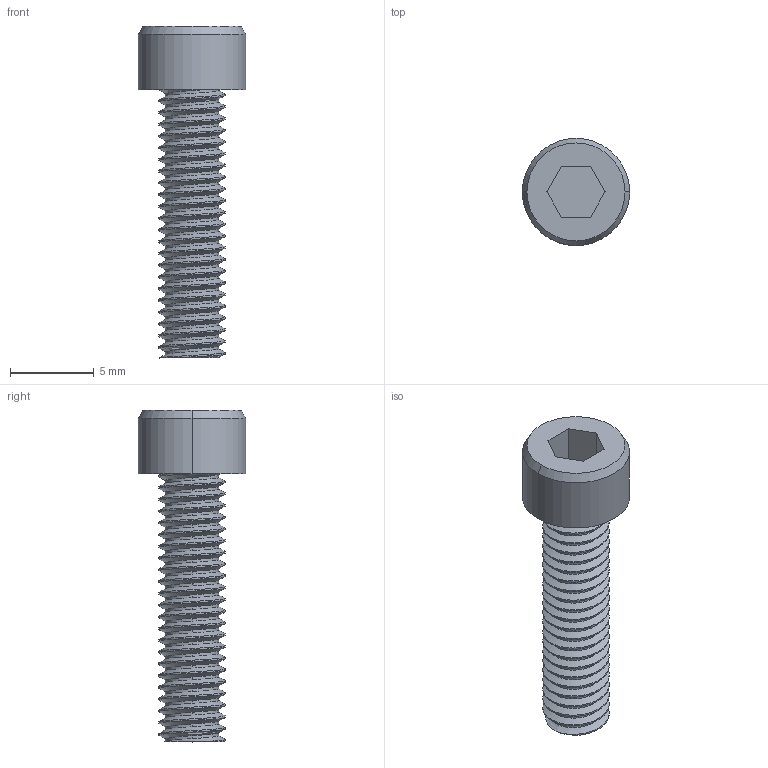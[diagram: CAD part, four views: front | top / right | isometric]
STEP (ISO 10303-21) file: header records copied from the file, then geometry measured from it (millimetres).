
FILE_DESCRIPTION (( 'STEP AP214' ), '1' );
FILE_NAME ('Bolt M4x16.STEP', '2022-02-11T12:50:38', ( '' ), ( '' ), 'SwSTEP 2.0', 'SolidWorks 2016', '' );
FILE_SCHEMA (( 'AUTOMOTIVE_DESIGN' ));
Length unit declared in the file: millimetre
Products named in the file (2): Bolt M4x16
Bounding box: 6.4 x 6.4 x 19.8 mm (x, y, z)
Volume: 258.4 mm3; surface area: 452.5 mm2
Topology: 1 solids, 1 shells, 65 faces, 182 edges, 121 vertices
Faces by surface type: cylinder 50, plane 10, bspline 3, cone 2
Entity records: 6175 total; most frequent: CARTESIAN_POINT 4753, ORIENTED_EDGE 364, DIRECTION 217, EDGE_CURVE 182, VERTEX_POINT 121, AXIS2_PLACEMENT_3D 74, LINE 69, VECTOR 69
